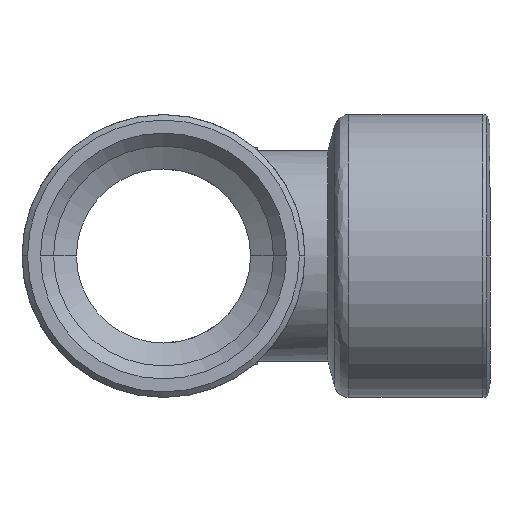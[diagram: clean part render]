
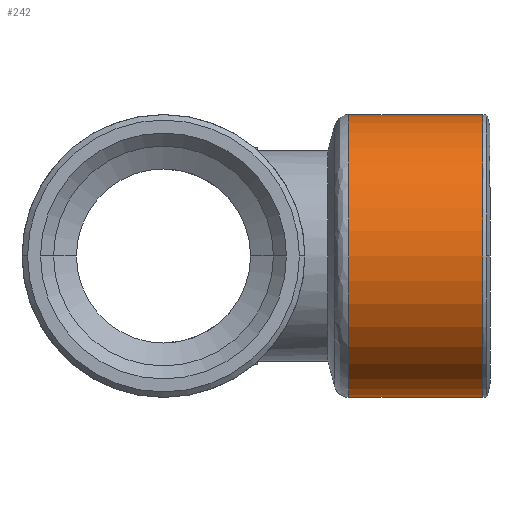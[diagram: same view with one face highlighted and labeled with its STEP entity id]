
A CAD part, left-side view. The second image highlights one B-rep face of the part: STEP entity #242.
In plain terms, the highlighted cylindrical face has radius 19.5 mm (diameter 39 mm), a partial arc.
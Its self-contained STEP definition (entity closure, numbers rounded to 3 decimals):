
#3 = CIRCLE ( 'NONE', #686, 19.5 ) ;
#53 = CARTESIAN_POINT ( 'NONE',  ( 237.395, -30.923, -5.5 ) ) ;
#59 = CARTESIAN_POINT ( 'NONE',  ( 237.395, -49.389, -5.5 ) ) ;
#232 = EDGE_LOOP ( 'NONE', ( #933, #395, #994, #777 ) ) ;
#242 = ADVANCED_FACE ( 'NONE', ( #464 ), #699, .T. ) ;
#318 = CARTESIAN_POINT ( 'NONE',  ( 237.395, -49.389, -25. ) ) ;
#319 = EDGE_CURVE ( 'NONE', #621, #661, #3, .T. ) ;
#395 = ORIENTED_EDGE ( 'NONE', *, *, #319, .F. ) ;
#412 = LINE ( 'NONE', #1582, #1544 ) ;
#420 = DIRECTION ( 'NONE',  ( 0., 1., 0. ) ) ;
#434 = CARTESIAN_POINT ( 'NONE',  ( 237.395, -49.389, -25. ) ) ;
#435 = DIRECTION ( 'NONE',  ( 0., 0., 1. ) ) ;
#464 = FACE_OUTER_BOUND ( 'NONE', #232, .T. ) ;
#576 = LINE ( 'NONE', #1519, #2122 ) ;
#596 = CARTESIAN_POINT ( 'NONE',  ( 237.395, -30.923, -25. ) ) ;
#621 = VERTEX_POINT ( 'NONE', #59 ) ;
#661 = VERTEX_POINT ( 'NONE', #1259 ) ;
#686 = AXIS2_PLACEMENT_3D ( 'NONE', #434, #2349, #1178 ) ;
#699 = CYLINDRICAL_SURFACE ( 'NONE', #2133, 19.5 ) ;
#777 = ORIENTED_EDGE ( 'NONE', *, *, #2381, .T. ) ;
#933 = ORIENTED_EDGE ( 'NONE', *, *, #1248, .F. ) ;
#970 = VERTEX_POINT ( 'NONE', #2219 ) ;
#994 = ORIENTED_EDGE ( 'NONE', *, *, #1531, .T. ) ;
#1178 = DIRECTION ( 'NONE',  ( 1., 0., 0. ) ) ;
#1248 = EDGE_CURVE ( 'NONE', #661, #970, #412, .T. ) ;
#1256 = AXIS2_PLACEMENT_3D ( 'NONE', #596, #1604, #435 ) ;
#1259 = CARTESIAN_POINT ( 'NONE',  ( 237.395, -49.389, -44.5 ) ) ;
#1500 = DIRECTION ( 'NONE',  ( 0., 0., 1. ) ) ;
#1519 = CARTESIAN_POINT ( 'NONE',  ( 237.395, -49.389, -5.5 ) ) ;
#1531 = EDGE_CURVE ( 'NONE', #621, #2333, #576, .T. ) ;
#1544 = VECTOR ( 'NONE', #420, 1000. ) ;
#1563 = CIRCLE ( 'NONE', #1256, 19.5 ) ;
#1582 = CARTESIAN_POINT ( 'NONE',  ( 237.395, -49.389, -44.5 ) ) ;
#1604 = DIRECTION ( 'NONE',  ( 0., -1., 0. ) ) ;
#1684 = DIRECTION ( 'NONE',  ( 0., 1., 0. ) ) ;
#2122 = VECTOR ( 'NONE', #2458, 1000. ) ;
#2133 = AXIS2_PLACEMENT_3D ( 'NONE', #318, #1684, #1500 ) ;
#2219 = CARTESIAN_POINT ( 'NONE',  ( 237.395, -30.923, -44.5 ) ) ;
#2333 = VERTEX_POINT ( 'NONE', #53 ) ;
#2349 = DIRECTION ( 'NONE',  ( 0., -1., 0. ) ) ;
#2381 = EDGE_CURVE ( 'NONE', #2333, #970, #1563, .T. ) ;
#2458 = DIRECTION ( 'NONE',  ( 0., 1., 0. ) ) ;
